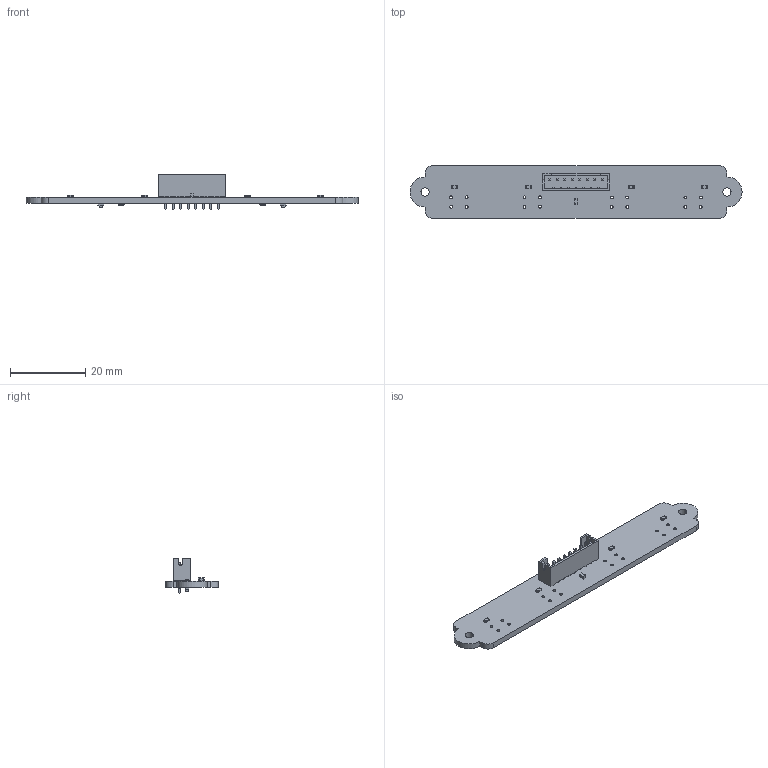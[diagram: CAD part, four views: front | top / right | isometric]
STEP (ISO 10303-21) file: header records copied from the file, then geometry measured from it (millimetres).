
FILE_DESCRIPTION(('KiCad electronic assembly'),'2;1');
FILE_NAME('following_sensor.step','2024-07-03T22:17:45',('Pcbnew'),( 'Kicad'),'Open CASCADE STEP processor 7.7','KiCad to STEP converter' ,'Unknown');
FILE_SCHEMA(('AUTOMOTIVE_DESIGN { 1 0 10303 214 1 1 1 1 }'));
Length unit declared in the file: millimetre
Products named in the file (10): following_sensor 1; C_0603_1608Metric; R_0603_1608Metric; JST_PH_B8B-PH-K_1x08_P2.00mm_Vertical; JST_B8B_PH_K; LED_0603_1608Metric; following_sensor_PCB
Assembly tree (15 placements, depth 3):
  following_sensor 1
    C_0603_1608Metric
      C_0603_1608Metric
    R_0603_1608Metric  x6
      R_0603_1608Metric
    JST_PH_B8B-PH-K_1x08_P2.00mm_Vertical
      JST_B8B_PH_K
    LED_0603_1608Metric  x2
      LED_0603_1608Metric
    following_sensor_PCB
Bounding box: 88 x 14 x 9.4 mm (x, y, z)
Volume: 2058.9 mm3; surface area: 3386.5 mm2
Topology: 11 solids, 11 shells, 587 faces, 1542 edges, 996 vertices
Faces by surface type: plane 475, cylinder 112
Full cylindrical faces by diameter (mm): 0.75 x8, 0.762 x16
Entity records: 15207 total; most frequent: CARTESIAN_POINT 2182, ORIENTED_EDGE 2138, DIRECTION 2043, EDGE_CURVE 1069, LINE 941, VECTOR 941, VERTEX_POINT 690, AXIS2_PLACEMENT_3D 551
